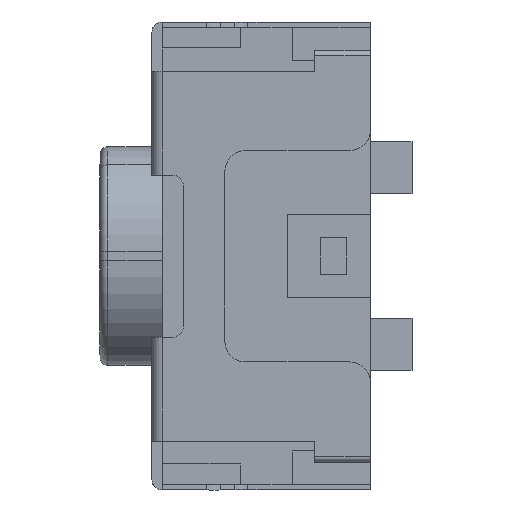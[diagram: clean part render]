
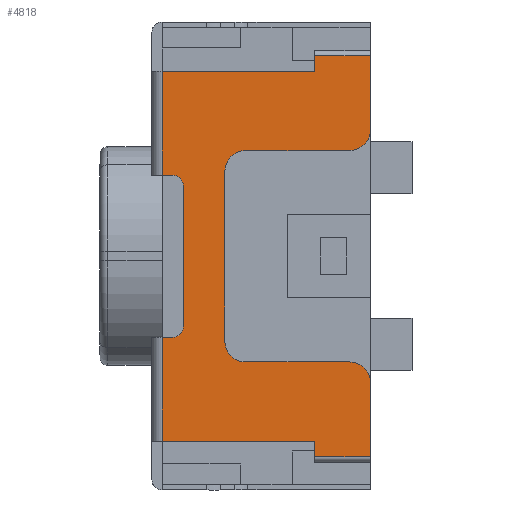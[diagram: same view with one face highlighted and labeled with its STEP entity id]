
A CAD part, left-side view. The second image highlights one B-rep face of the part: STEP entity #4818.
In plain terms, the highlighted planar face has unit normal (-1, 0, 0).
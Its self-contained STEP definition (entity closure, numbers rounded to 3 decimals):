
#50=PLANE('',#5166);
#331=LINE('',#7321,#887);
#333=LINE('',#7330,#889);
#334=LINE('',#7332,#890);
#335=LINE('',#7334,#891);
#336=LINE('',#7336,#892);
#337=LINE('',#7338,#893);
#338=LINE('',#7340,#894);
#339=LINE('',#7342,#895);
#340=LINE('',#7346,#896);
#341=LINE('',#7350,#897);
#342=LINE('',#7354,#898);
#343=LINE('',#7358,#899);
#344=LINE('',#7360,#900);
#345=LINE('',#7362,#901);
#346=LINE('',#7364,#902);
#347=LINE('',#7365,#903);
#887=VECTOR('',#5829,10.);
#889=VECTOR('',#5839,10.);
#890=VECTOR('',#5840,10.);
#891=VECTOR('',#5841,10.);
#892=VECTOR('',#5842,10.);
#893=VECTOR('',#5843,10.);
#894=VECTOR('',#5844,10.);
#895=VECTOR('',#5845,10.);
#896=VECTOR('',#5848,10.);
#897=VECTOR('',#5851,10.);
#898=VECTOR('',#5854,10.);
#899=VECTOR('',#5857,10.);
#900=VECTOR('',#5858,10.);
#901=VECTOR('',#5859,10.);
#902=VECTOR('',#5860,10.);
#903=VECTOR('',#5861,10.);
#1442=FACE_OUTER_BOUND('',#1707,.T.);
#1707=EDGE_LOOP('',(#3548,#3549,#3550,#3551,#3552,#3553,#3554,#3555,#3556,
#3557,#3558,#3559,#3560,#3561,#3562,#3563,#3564,#3565,#3566,#3567,#3568,
#3569));
#1992=CIRCLE('',#5161,0.1);
#1993=CIRCLE('',#5164,0.1);
#1995=CIRCLE('',#5167,0.2);
#1996=CIRCLE('',#5168,0.2);
#1997=CIRCLE('',#5169,0.2);
#1998=CIRCLE('',#5170,0.2);
#2253=VERTEX_POINT('',#7311);
#2254=VERTEX_POINT('',#7313);
#2256=VERTEX_POINT('',#7319);
#2257=VERTEX_POINT('',#7323);
#2259=VERTEX_POINT('',#7329);
#2260=VERTEX_POINT('',#7331);
#2261=VERTEX_POINT('',#7333);
#2262=VERTEX_POINT('',#7335);
#2263=VERTEX_POINT('',#7337);
#2264=VERTEX_POINT('',#7339);
#2265=VERTEX_POINT('',#7341);
#2266=VERTEX_POINT('',#7343);
#2267=VERTEX_POINT('',#7345);
#2268=VERTEX_POINT('',#7347);
#2269=VERTEX_POINT('',#7349);
#2270=VERTEX_POINT('',#7351);
#2271=VERTEX_POINT('',#7353);
#2272=VERTEX_POINT('',#7355);
#2273=VERTEX_POINT('',#7357);
#2274=VERTEX_POINT('',#7359);
#2275=VERTEX_POINT('',#7361);
#2276=VERTEX_POINT('',#7363);
#2757=EDGE_CURVE('',#2253,#2254,#1992,.T.);
#2761=EDGE_CURVE('',#2253,#2256,#331,.T.);
#2762=EDGE_CURVE('',#2257,#2256,#1993,.T.);
#2765=EDGE_CURVE('',#2259,#2254,#333,.T.);
#2766=EDGE_CURVE('',#2257,#2260,#334,.T.);
#2767=EDGE_CURVE('',#2261,#2260,#335,.T.);
#2768=EDGE_CURVE('',#2261,#2262,#336,.T.);
#2769=EDGE_CURVE('',#2262,#2263,#337,.T.);
#2770=EDGE_CURVE('',#2263,#2264,#338,.T.);
#2771=EDGE_CURVE('',#2264,#2265,#339,.T.);
#2772=EDGE_CURVE('',#2266,#2265,#1995,.T.);
#2773=EDGE_CURVE('',#2267,#2266,#340,.T.);
#2774=EDGE_CURVE('',#2268,#2267,#1996,.T.);
#2775=EDGE_CURVE('',#2268,#2269,#341,.T.);
#2776=EDGE_CURVE('',#2270,#2269,#1997,.T.);
#2777=EDGE_CURVE('',#2270,#2271,#342,.T.);
#2778=EDGE_CURVE('',#2272,#2271,#1998,.T.);
#2779=EDGE_CURVE('',#2272,#2273,#343,.T.);
#2780=EDGE_CURVE('',#2274,#2273,#344,.T.);
#2781=EDGE_CURVE('',#2275,#2274,#345,.T.);
#2782=EDGE_CURVE('',#2276,#2275,#346,.T.);
#2783=EDGE_CURVE('',#2259,#2276,#347,.T.);
#3548=ORIENTED_EDGE('',*,*,#2765,.T.);
#3549=ORIENTED_EDGE('',*,*,#2757,.F.);
#3550=ORIENTED_EDGE('',*,*,#2761,.T.);
#3551=ORIENTED_EDGE('',*,*,#2762,.F.);
#3552=ORIENTED_EDGE('',*,*,#2766,.T.);
#3553=ORIENTED_EDGE('',*,*,#2767,.F.);
#3554=ORIENTED_EDGE('',*,*,#2768,.T.);
#3555=ORIENTED_EDGE('',*,*,#2769,.T.);
#3556=ORIENTED_EDGE('',*,*,#2770,.T.);
#3557=ORIENTED_EDGE('',*,*,#2771,.T.);
#3558=ORIENTED_EDGE('',*,*,#2772,.F.);
#3559=ORIENTED_EDGE('',*,*,#2773,.F.);
#3560=ORIENTED_EDGE('',*,*,#2774,.F.);
#3561=ORIENTED_EDGE('',*,*,#2775,.T.);
#3562=ORIENTED_EDGE('',*,*,#2776,.F.);
#3563=ORIENTED_EDGE('',*,*,#2777,.T.);
#3564=ORIENTED_EDGE('',*,*,#2778,.F.);
#3565=ORIENTED_EDGE('',*,*,#2779,.T.);
#3566=ORIENTED_EDGE('',*,*,#2780,.F.);
#3567=ORIENTED_EDGE('',*,*,#2781,.F.);
#3568=ORIENTED_EDGE('',*,*,#2782,.F.);
#3569=ORIENTED_EDGE('',*,*,#2783,.F.);
#4818=ADVANCED_FACE('',(#1442),#50,.F.);
#5161=AXIS2_PLACEMENT_3D('',#7314,#5822,#5823);
#5164=AXIS2_PLACEMENT_3D('',#7324,#5832,#5833);
#5166=AXIS2_PLACEMENT_3D('',#7328,#5837,#5838);
#5167=AXIS2_PLACEMENT_3D('',#7344,#5846,#5847);
#5168=AXIS2_PLACEMENT_3D('',#7348,#5849,#5850);
#5169=AXIS2_PLACEMENT_3D('',#7352,#5852,#5853);
#5170=AXIS2_PLACEMENT_3D('',#7356,#5855,#5856);
#5822=DIRECTION('center_axis',(-1.,0.,0.));
#5823=DIRECTION('ref_axis',(0.,-0.707,0.707));
#5829=DIRECTION('',(0.,0.,-1.));
#5832=DIRECTION('center_axis',(-1.,0.,0.));
#5833=DIRECTION('ref_axis',(0.,-0.707,-0.707));
#5837=DIRECTION('center_axis',(1.,0.,0.));
#5838=DIRECTION('ref_axis',(0.,0.,-1.));
#5839=DIRECTION('',(0.,-1.,0.));
#5840=DIRECTION('',(0.,1.,0.));
#5841=DIRECTION('',(0.,0.,1.));
#5842=DIRECTION('',(0.,-1.,0.));
#5843=DIRECTION('',(0.,0.,-1.));
#5844=DIRECTION('',(0.,-1.,0.));
#5845=DIRECTION('',(0.,0.,1.));
#5846=DIRECTION('center_axis',(1.,0.,0.));
#5847=DIRECTION('ref_axis',(0.,-0.707,0.707));
#5848=DIRECTION('',(0.,-1.,0.));
#5849=DIRECTION('center_axis',(-1.,0.,0.));
#5850=DIRECTION('ref_axis',(0.,0.707,-0.707));
#5851=DIRECTION('',(0.,0.,1.));
#5852=DIRECTION('center_axis',(-1.,0.,0.));
#5853=DIRECTION('ref_axis',(0.,0.707,0.707));
#5854=DIRECTION('',(0.,-1.,0.));
#5855=DIRECTION('center_axis',(1.,0.,0.));
#5856=DIRECTION('ref_axis',(0.,-0.707,-0.707));
#5857=DIRECTION('',(0.,0.,1.));
#5858=DIRECTION('',(0.,-1.,0.));
#5859=DIRECTION('',(0.,0.,1.));
#5860=DIRECTION('',(0.,-1.,0.));
#5861=DIRECTION('',(0.,0.,1.));
#7311=CARTESIAN_POINT('',(-8.173,-4.115,-0.877));
#7313=CARTESIAN_POINT('',(-8.173,-4.015,-0.777));
#7314=CARTESIAN_POINT('Origin',(-8.173,-4.015,-0.877));
#7319=CARTESIAN_POINT('',(-8.173,-4.115,-2.236));
#7321=CARTESIAN_POINT('',(-8.173,-4.115,-2.196));
#7323=CARTESIAN_POINT('',(-8.173,-4.015,-2.336));
#7324=CARTESIAN_POINT('Origin',(-8.173,-4.015,-2.236));
#7328=CARTESIAN_POINT('Origin',(-8.173,-3.865,-2.836));
#7329=CARTESIAN_POINT('',(-8.173,-3.915,-0.777));
#7330=CARTESIAN_POINT('',(-8.173,-3.89,-0.777));
#7331=CARTESIAN_POINT('',(-8.173,-3.915,-2.336));
#7332=CARTESIAN_POINT('',(-8.173,-3.89,-2.336));
#7333=CARTESIAN_POINT('',(-8.173,-3.915,-3.336));
#7334=CARTESIAN_POINT('',(-8.173,-3.915,-2.929));
#7335=CARTESIAN_POINT('',(-8.173,-5.378,-3.336));
#7336=CARTESIAN_POINT('',(-8.173,-3.915,-3.336));
#7337=CARTESIAN_POINT('',(-8.173,-5.378,-3.486));
#7338=CARTESIAN_POINT('',(-8.173,-5.378,-3.336));
#7339=CARTESIAN_POINT('',(-8.173,-5.915,-3.486));
#7340=CARTESIAN_POINT('',(-8.173,-5.512,-3.486));
#7341=CARTESIAN_POINT('',(-8.173,-5.915,-2.773));
#7342=CARTESIAN_POINT('',(-8.173,-5.915,-3.336));
#7343=CARTESIAN_POINT('',(-8.173,-5.715,-2.573));
#7344=CARTESIAN_POINT('Origin',(-8.173,-5.715,-2.773));
#7345=CARTESIAN_POINT('',(-8.173,-4.715,-2.573));
#7346=CARTESIAN_POINT('',(-8.173,-3.915,-2.573));
#7347=CARTESIAN_POINT('',(-8.173,-4.515,-2.373));
#7348=CARTESIAN_POINT('Origin',(-8.173,-4.715,-2.373));
#7349=CARTESIAN_POINT('',(-8.173,-4.515,-0.741));
#7350=CARTESIAN_POINT('',(-8.173,-4.515,-2.573));
#7351=CARTESIAN_POINT('',(-8.173,-4.715,-0.541));
#7352=CARTESIAN_POINT('Origin',(-8.173,-4.715,-0.741));
#7353=CARTESIAN_POINT('',(-8.173,-5.715,-0.541));
#7354=CARTESIAN_POINT('',(-8.173,-3.915,-0.541));
#7355=CARTESIAN_POINT('',(-8.173,-5.915,-0.341));
#7356=CARTESIAN_POINT('Origin',(-8.173,-5.715,-0.341));
#7357=CARTESIAN_POINT('',(-8.173,-5.915,0.372));
#7358=CARTESIAN_POINT('',(-8.173,-5.915,0.222));
#7359=CARTESIAN_POINT('',(-8.173,-5.378,0.372));
#7360=CARTESIAN_POINT('',(-8.173,-4.756,0.372));
#7361=CARTESIAN_POINT('',(-8.173,-5.378,0.222));
#7362=CARTESIAN_POINT('',(-8.173,-5.378,0.222));
#7363=CARTESIAN_POINT('',(-8.173,-3.915,0.222));
#7364=CARTESIAN_POINT('',(-8.173,-3.915,0.222));
#7365=CARTESIAN_POINT('',(-8.173,-3.915,-1.463));
